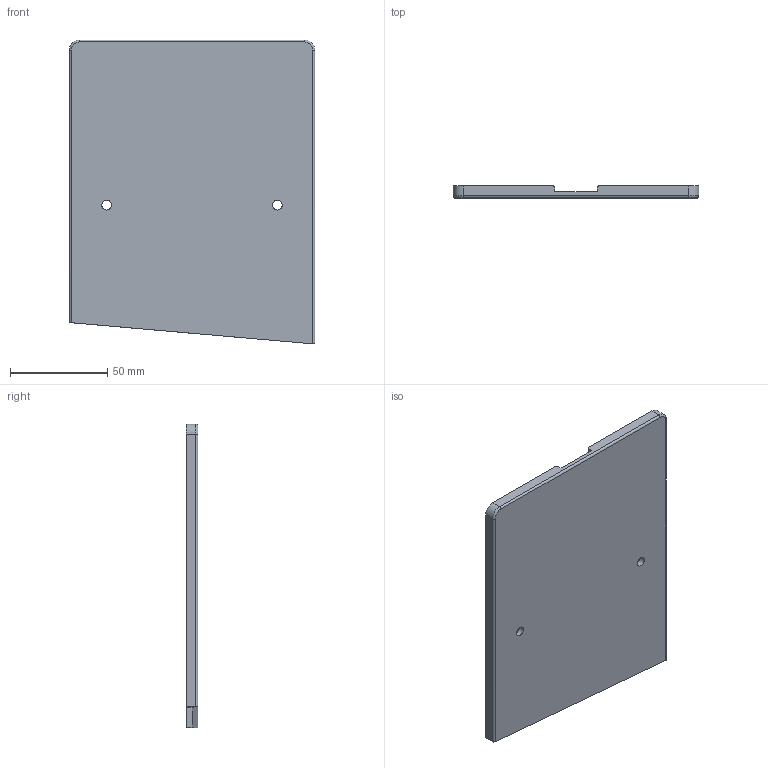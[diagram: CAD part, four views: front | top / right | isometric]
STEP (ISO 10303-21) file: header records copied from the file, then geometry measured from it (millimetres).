
FILE_DESCRIPTION( ( 'Unknown' ), '1' );
FILE_NAME( 'Dura_21,52_Endkappe_eckig_re.stp', 'Unknown', ( 'Unknown' ), ( 'Unknown' ), 'PSStep 16.0.42', 'Unknown', ' ' );
FILE_SCHEMA( ( 'AUTOMOTIVE_DESIGN { 1 0 10303 214 1 1 1 1 }' ) );
Length unit declared in the file: millimetre
Products named in the file (1): 1
Bounding box: 126.43 x 6 x 156.63 mm (x, y, z)
Volume: 58783 mm3; surface area: 42539.7 mm2
Topology: 1 solids, 1 shells, 39 faces, 103 edges, 66 vertices
Faces by surface type: cylinder 17, plane 16, torus 6
Full cylindrical faces by diameter (mm): 5 x2
Entity records: 1523 total; most frequent: DIRECTION 221, CARTESIAN_POINT 203, ORIENTED_EDGE 198, EDGE_CURVE 99, AXIS2_PLACEMENT_3D 82, VERTEX_POINT 64, LINE 57, VECTOR 57
